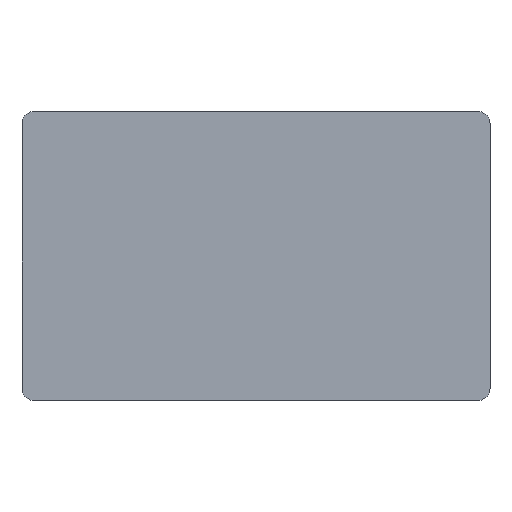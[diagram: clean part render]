
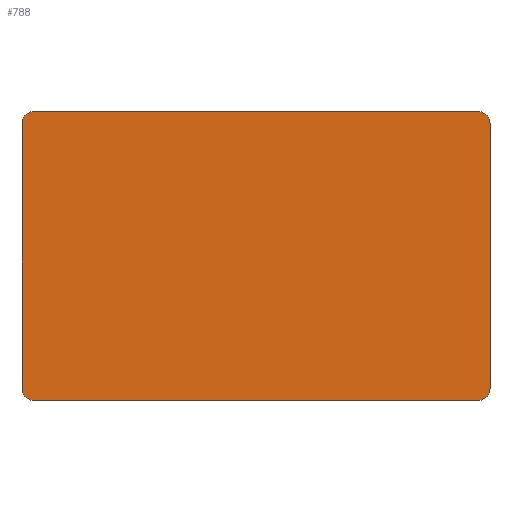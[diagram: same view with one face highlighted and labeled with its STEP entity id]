
A CAD part, top view. The second image highlights one B-rep face of the part: STEP entity #788.
In plain terms, the highlighted planar face has unit normal (0, 0, 1).
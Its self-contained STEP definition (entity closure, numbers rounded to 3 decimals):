
#29=CIRCLE('',#831,1.65);
#30=CIRCLE('',#834,1.65);
#31=CIRCLE('',#837,1.65);
#34=CIRCLE('',#852,1.65);
#80=FACE_OUTER_BOUND('',#125,.T.);
#125=EDGE_LOOP('',(#677,#678,#679,#680,#681,#682,#683,#684));
#171=LINE('',#1182,#267);
#177=LINE('',#1195,#273);
#180=LINE('',#1203,#276);
#186=LINE('',#1217,#282);
#267=VECTOR('',#957,10.);
#273=VECTOR('',#969,10.);
#276=VECTOR('',#978,10.);
#282=VECTOR('',#990,10.);
#353=VERTEX_POINT('',#1179);
#354=VERTEX_POINT('',#1181);
#357=VERTEX_POINT('',#1189);
#358=VERTEX_POINT('',#1193);
#359=VERTEX_POINT('',#1197);
#360=VERTEX_POINT('',#1201);
#361=VERTEX_POINT('',#1205);
#365=VERTEX_POINT('',#1215);
#434=EDGE_CURVE('',#354,#353,#171,.T.);
#439=EDGE_CURVE('',#357,#353,#29,.T.);
#441=EDGE_CURVE('',#357,#358,#177,.T.);
#443=EDGE_CURVE('',#359,#358,#30,.T.);
#445=EDGE_CURVE('',#359,#360,#180,.T.);
#447=EDGE_CURVE('',#361,#360,#31,.T.);
#452=EDGE_CURVE('',#361,#365,#186,.T.);
#477=EDGE_CURVE('',#354,#365,#34,.T.);
#677=ORIENTED_EDGE('',*,*,#443,.F.);
#678=ORIENTED_EDGE('',*,*,#445,.T.);
#679=ORIENTED_EDGE('',*,*,#447,.F.);
#680=ORIENTED_EDGE('',*,*,#452,.T.);
#681=ORIENTED_EDGE('',*,*,#477,.F.);
#682=ORIENTED_EDGE('',*,*,#434,.T.);
#683=ORIENTED_EDGE('',*,*,#439,.F.);
#684=ORIENTED_EDGE('',*,*,#441,.T.);
#743=PLANE('',#860);
#788=ADVANCED_FACE('',(#80),#743,.T.);
#831=AXIS2_PLACEMENT_3D('',#1191,#964,#965);
#834=AXIS2_PLACEMENT_3D('',#1199,#973,#974);
#837=AXIS2_PLACEMENT_3D('',#1207,#982,#983);
#852=AXIS2_PLACEMENT_3D('',#1266,#1039,#1040);
#860=AXIS2_PLACEMENT_3D('',#1293,#1068,#1069);
#957=DIRECTION('',(0.,1.,0.));
#964=DIRECTION('center_axis',(0.,0.,-1.));
#965=DIRECTION('ref_axis',(0.707,0.707,0.));
#969=DIRECTION('',(-1.,0.,0.));
#973=DIRECTION('center_axis',(0.,0.,-1.));
#974=DIRECTION('ref_axis',(-0.707,0.707,0.));
#978=DIRECTION('',(0.,-1.,0.));
#982=DIRECTION('center_axis',(0.,0.,-1.));
#983=DIRECTION('ref_axis',(-0.707,-0.707,0.));
#990=DIRECTION('',(1.,0.,0.));
#1039=DIRECTION('center_axis',(0.,0.,-1.));
#1040=DIRECTION('ref_axis',(0.707,-0.707,0.));
#1068=DIRECTION('center_axis',(0.,0.,1.));
#1069=DIRECTION('ref_axis',(1.,0.,0.));
#1179=CARTESIAN_POINT('',(31.9,18.05,19.5));
#1181=CARTESIAN_POINT('',(31.9,-18.05,19.5));
#1182=CARTESIAN_POINT('',(31.9,19.7,19.5));
#1189=CARTESIAN_POINT('',(30.25,19.7,19.5));
#1191=CARTESIAN_POINT('Origin',(30.25,18.05,19.5));
#1193=CARTESIAN_POINT('',(-30.25,19.7,19.5));
#1195=CARTESIAN_POINT('',(-31.9,19.7,19.5));
#1197=CARTESIAN_POINT('',(-31.9,18.05,19.5));
#1199=CARTESIAN_POINT('Origin',(-30.25,18.05,19.5));
#1201=CARTESIAN_POINT('',(-31.9,-18.05,19.5));
#1203=CARTESIAN_POINT('',(-31.9,-19.7,19.5));
#1205=CARTESIAN_POINT('',(-30.25,-19.7,19.5));
#1207=CARTESIAN_POINT('Origin',(-30.25,-18.05,19.5));
#1215=CARTESIAN_POINT('',(30.25,-19.7,19.5));
#1217=CARTESIAN_POINT('',(31.9,-19.7,19.5));
#1266=CARTESIAN_POINT('Origin',(30.25,-18.05,19.5));
#1293=CARTESIAN_POINT('Origin',(0.,0.,19.5));
